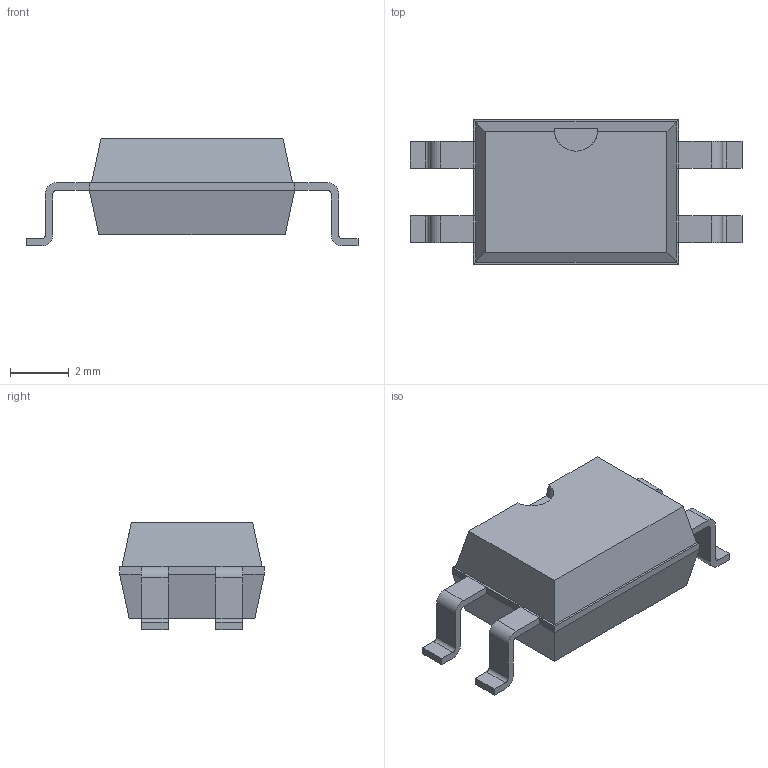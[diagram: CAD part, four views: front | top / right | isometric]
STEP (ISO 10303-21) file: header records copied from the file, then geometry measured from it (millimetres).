
FILE_DESCRIPTION(/* description */ ('model of SMDIP-4_W11.48mm'),/* implementation_level */ '2;1');
FILE_NAME(/* name */ 'SMDIP-4_W11.48mm.step',/* time_stamp */ '2017-09-26T19:22:51',/* author */ ('kicad StepUp','ksu'),/* organization */ ('FreeCAD'),/* preprocessor_version */ 'OCC',/* originating_system */ 'kicad StepUp',/* authorisation */ '');
FILE_SCHEMA(('AUTOMOTIVE_DESIGN { 1 0 10303 214 1 1 1 1 }'));
Length unit declared in the file: millimetre
Products named in the file (1): SMDIP_4_W1148mm
Bounding box: 11.32 x 4.93 x 3.68 mm (x, y, z)
Volume: 103.1 mm3; surface area: 166.5 mm2
Topology: 1 solids, 1 shells, 84 faces, 212 edges, 130 vertices
Faces by surface type: plane 47, bspline 20, cylinder 17
Entity records: 1701 total; most frequent: ORIENTED_EDGE 348, CARTESIAN_POINT 235, EDGE_CURVE 212, VERTEX_POINT 130, LINE 124, AXIS2_PLACEMENT_3D 91, ADVANCED_FACE 84, FACE_BOUND 84
